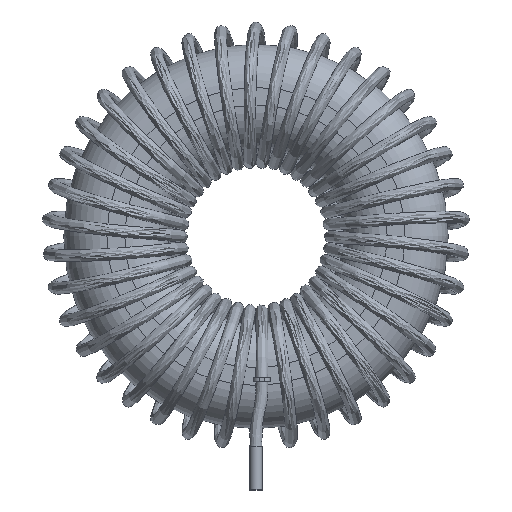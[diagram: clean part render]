
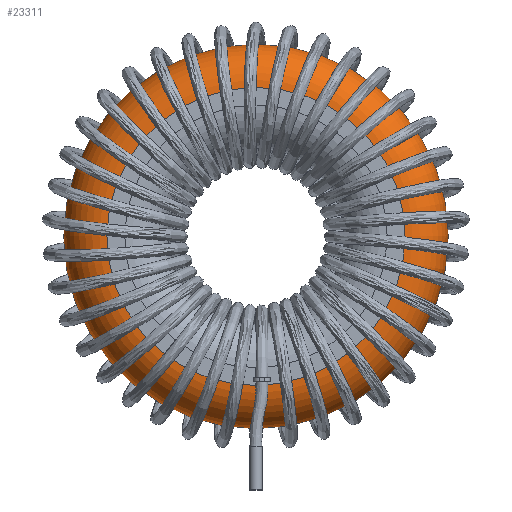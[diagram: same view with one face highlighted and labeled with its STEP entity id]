
A CAD part, front view. The second image highlights one B-rep face of the part: STEP entity #23311.
In plain terms, the highlighted toroidal (fillet/blend) face has major radius 6.902 mm and minor radius 2 mm.
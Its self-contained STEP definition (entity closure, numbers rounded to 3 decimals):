
#23198 = VERTEX_POINT('',#23199);
#23199 = CARTESIAN_POINT('',(0.,-1.444,-8.902));
#23205 = EDGE_CURVE('',#23198,#23198,#23206,.T.);
#23206 = CIRCLE('',#23207,8.902);
#23207 = AXIS2_PLACEMENT_3D('',#23208,#23209,#23210);
#23208 = CARTESIAN_POINT('',(0.,-1.444,
    0.));
#23209 = DIRECTION('',(0.,-1.,0.));
#23210 = DIRECTION('',(0.,0.,-1.));
#23311 = ADVANCED_FACE('',(#23312),#23332,.T.);
#23312 = FACE_BOUND('',#23313,.T.);
#23313 = EDGE_LOOP('',(#23314,#23323,#23324,#23325));
#23314 = ORIENTED_EDGE('',*,*,#23315,.F.);
#23315 = EDGE_CURVE('',#23198,#23316,#23318,.T.);
#23316 = VERTEX_POINT('',#23317);
#23317 = CARTESIAN_POINT('',(0.,-3.444,-6.902));
#23318 = CIRCLE('',#23319,2.);
#23319 = AXIS2_PLACEMENT_3D('',#23320,#23321,#23322);
#23320 = CARTESIAN_POINT('',(0.,-1.444,-6.902));
#23321 = DIRECTION('',(-1.,0.,0.));
#23322 = DIRECTION('',(0.,0.,-1.));
#23323 = ORIENTED_EDGE('',*,*,#23205,.T.);
#23324 = ORIENTED_EDGE('',*,*,#23315,.T.);
#23325 = ORIENTED_EDGE('',*,*,#23326,.F.);
#23326 = EDGE_CURVE('',#23316,#23316,#23327,.T.);
#23327 = CIRCLE('',#23328,6.902);
#23328 = AXIS2_PLACEMENT_3D('',#23329,#23330,#23331);
#23329 = CARTESIAN_POINT('',(0.,-3.444,
    0.));
#23330 = DIRECTION('',(0.,-1.,0.));
#23331 = DIRECTION('',(0.,0.,-1.));
#23332 = TOROIDAL_SURFACE('',#23333,6.902,2.);
#23333 = AXIS2_PLACEMENT_3D('',#23334,#23335,#23336);
#23334 = CARTESIAN_POINT('',(0.,-1.444,
    0.));
#23335 = DIRECTION('',(0.,-1.,0.));
#23336 = DIRECTION('',(0.,0.,-1.));
